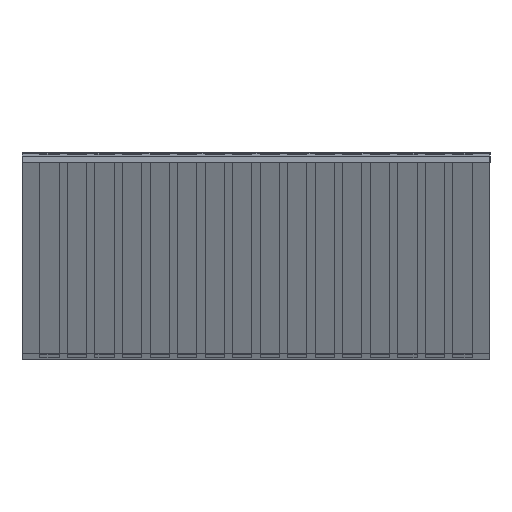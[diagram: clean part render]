
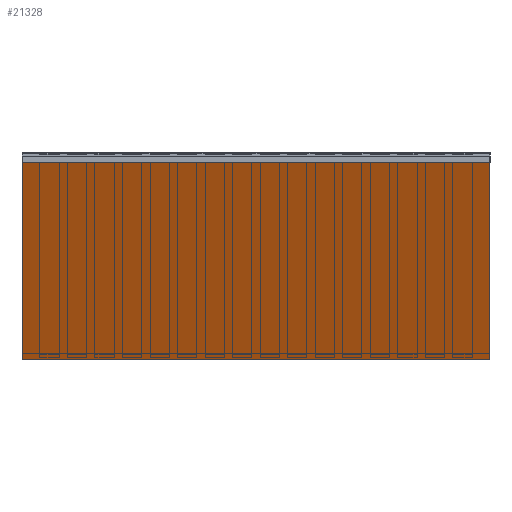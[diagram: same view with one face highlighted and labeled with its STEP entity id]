
A CAD part, left-side view. The second image highlights one B-rep face of the part: STEP entity #21328.
In plain terms, the highlighted planar face has unit normal (-0.911, 0, -0.412).
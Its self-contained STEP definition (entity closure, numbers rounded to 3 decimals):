
#991=ORIENTED_EDGE('',*,*,#5531,.T.);
#992=ORIENTED_EDGE('',*,*,#5519,.F.);
#993=ORIENTED_EDGE('',*,*,#5532,.F.);
#994=ORIENTED_EDGE('',*,*,#5528,.T.);
#5519=EDGE_CURVE('',#7756,#7755,#9345,.T.);
#5528=EDGE_CURVE('',#7763,#7762,#9353,.T.);
#5531=EDGE_CURVE('',#7762,#7755,#9355,.T.);
#5532=EDGE_CURVE('',#7763,#7756,#9356,.T.);
#7755=VERTEX_POINT('',#27193);
#7756=VERTEX_POINT('',#27195);
#7762=VERTEX_POINT('',#27218);
#7763=VERTEX_POINT('',#27220);
#9345=LINE('',#27196,#11637);
#9353=LINE('',#27219,#11645);
#9355=LINE('',#27228,#11647);
#9356=LINE('',#27229,#11648);
#11637=VECTOR('',#23196,1000.);
#11645=VECTOR('',#23214,1000.);
#11647=VECTOR('',#23218,1000.);
#11648=VECTOR('',#23219,1000.);
#13685=EDGE_LOOP('',(#991,#992,#993,#994));
#14449=FACE_BOUND('',#13685,.T.);
#15213=PLANE('',#22099);
#21328=ADVANCED_FACE('',(#14449),#15213,.F.);
#22099=AXIS2_PLACEMENT_3D('',#27227,#23216,#23217);
#23196=DIRECTION('',(0.,-1.,0.));
#23214=DIRECTION('',(0.,-1.,0.));
#23216=DIRECTION('',(0.911,0.,0.412));
#23217=DIRECTION('',(0.412,0.,-0.911));
#23218=DIRECTION('',(-0.412,0.,0.911));
#23219=DIRECTION('',(-0.412,0.,0.911));
#27193=CARTESIAN_POINT('',(35.04,0.,-0.167));
#27195=CARTESIAN_POINT('',(35.04,17.,-0.167));
#27196=CARTESIAN_POINT('',(35.04,17.,-0.167));
#27218=CARTESIAN_POINT('',(38.337,0.,-7.457));
#27219=CARTESIAN_POINT('',(38.337,17.,-7.457));
#27220=CARTESIAN_POINT('',(38.337,17.,-7.457));
#27227=CARTESIAN_POINT('',(35.04,17.,-0.167));
#27228=CARTESIAN_POINT('',(35.04,0.,-0.167));
#27229=CARTESIAN_POINT('',(35.04,17.,-0.167));
